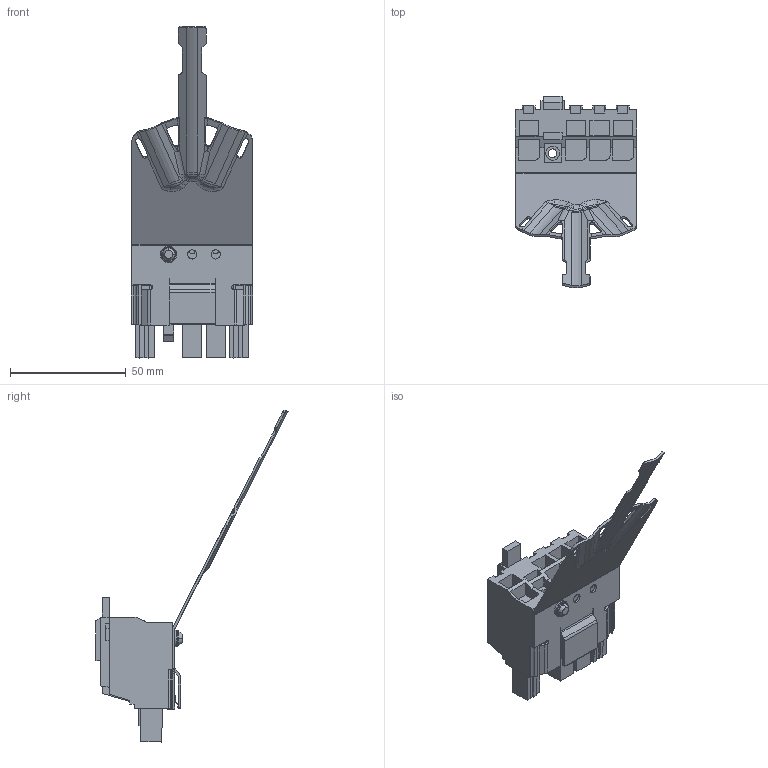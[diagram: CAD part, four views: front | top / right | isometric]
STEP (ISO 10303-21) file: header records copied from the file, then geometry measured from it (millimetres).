
FILE_DESCRIPTION(('CATIA V5 STEP Exchange','CAx-IF Rec.Pracs.--- Model Styling and Organization---1.4--- 2014-01-23'),'2;1');
FILE_NAME ('D1499568_0_2627720000_2627720000.stp','2021-08-06T13:05:31+00:00',('none'),('Weidmueller'),'CATIA Version 5-6 Release 2016 SP3 HF44','CATIA V5 STEP AP214','none');
FILE_SCHEMA(('AUTOMOTIVE_DESIGN { 1 0 10303 214 1 1 1 1 }'));
Length unit declared in the file: millimetre
Products named in the file (1): 2627750000
Bounding box: 52.28 x 83 x 143.42 mm (x, y, z)
Volume: 55502.2 mm3; surface area: 31035.4 mm2
Topology: 8 solids, 8 shells, 790 faces, 2170 edges, 1423 vertices
Faces by surface type: plane 606, cylinder 116, bspline 26, revolution 18, sphere 12, extrusion 6, torus 4, cone 2
Entity records: 26452 total; most frequent: CARTESIAN_POINT 7025, ORIENTED_EDGE 4332, DIRECTION 3146, EDGE_CURVE 2166, VECTOR 1768, LINE 1762, VERTEX_POINT 1423, EDGE_LOOP 839
